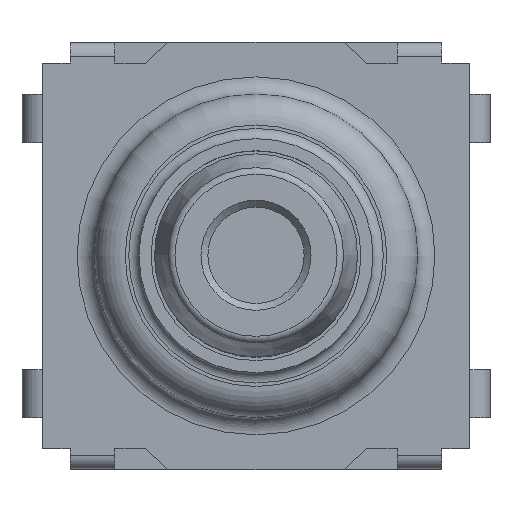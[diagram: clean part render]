
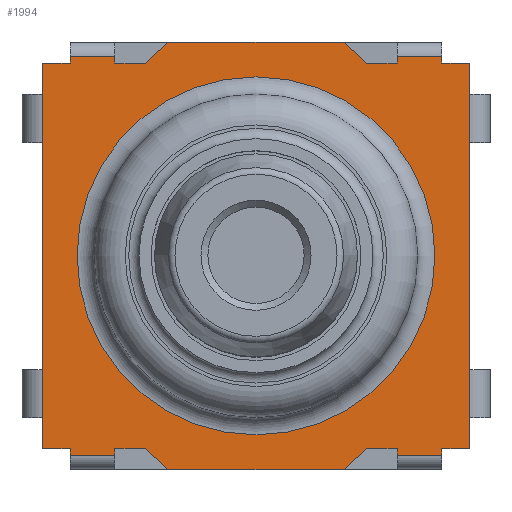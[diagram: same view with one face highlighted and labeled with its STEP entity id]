
A CAD part, top view. The second image highlights one B-rep face of the part: STEP entity #1994.
In plain terms, the highlighted planar face has unit normal (0, 0, 1).
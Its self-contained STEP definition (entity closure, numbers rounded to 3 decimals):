
#13=DIRECTION('',(0.,0.,1.));
#27=VECTOR('',#28,1.);
#28=DIRECTION('',(1.,0.,0.));
#56=VECTOR('',#57,1.);
#57=DIRECTION('',(1.,0.,0.));
#76=DIRECTION('',(0.,1.,0.));
#120=VECTOR('',#121,1.);
#121=DIRECTION('',(0.,-1.,0.));
#156=VECTOR('',#76,1.);
#163=VECTOR('',#164,1.);
#164=DIRECTION('',(-1.,0.,0.));
#425=VECTOR('',#426,1.);
#426=DIRECTION('',(0.,-1.,0.));
#441=DIRECTION('',(-1.,0.,0.));
#679=VECTOR('',#680,1.);
#680=DIRECTION('',(-1.,0.,0.));
#1180=VECTOR('',#441,1.);
#1252=VERTEX_POINT('',#1253);
#1253=CARTESIAN_POINT('',(-2.05,-2.8,2.9));
#1255=ORIENTED_EDGE('',*,*,#1256,.T.);
#1256=EDGE_CURVE('',#1252,#1257,#1259,.T.);
#1257=VERTEX_POINT('',#1258);
#1258=CARTESIAN_POINT('',(-1.61,-2.8,2.9));
#1259=LINE('',#1260,#27);
#1260=CARTESIAN_POINT('',(-3.1,-2.8,2.9));
#1275=VECTOR('',#1276,1.);
#1276=DIRECTION('',(0.735,-0.678,0.));
#1282=VECTOR('',#1283,1.);
#1283=DIRECTION('',(1.,0.,0.));
#1287=VECTOR('',#1288,1.);
#1288=DIRECTION('',(0.735,0.678,0.));
#1295=VERTEX_POINT('',#1296);
#1296=CARTESIAN_POINT('',(1.61,-2.8,2.9));
#1298=ORIENTED_EDGE('',*,*,#1299,.T.);
#1299=EDGE_CURVE('',#1295,#1300,#1259,.T.);
#1300=VERTEX_POINT('',#1301);
#1301=CARTESIAN_POINT('',(2.05,-2.8,2.9));
#1666=VECTOR('',#1667,1.);
#1667=DIRECTION('',(0.,1.,0.));
#1682=DIRECTION('',(1.,0.,0.));
#1843=VERTEX_POINT('',#1844);
#1844=CARTESIAN_POINT('',(3.1,-2.8,2.9));
#1846=ORIENTED_EDGE('',*,*,#1847,.T.);
#1847=EDGE_CURVE('',#1843,#1848,#1850,.T.);
#1848=VERTEX_POINT('',#1849);
#1849=CARTESIAN_POINT('',(3.1,2.8,2.9));
#1850=LINE('',#1844,#156);
#1872=VERTEX_POINT('',#1873);
#1873=CARTESIAN_POINT('',(2.05,-2.9,2.9));
#1878=EDGE_CURVE('',#1300,#1872,#1879,.T.);
#1879=LINE('',#1301,#425);
#1906=VERTEX_POINT('',#1907);
#1907=CARTESIAN_POINT('',(-2.05,-2.9,2.9));
#1910=ORIENTED_EDGE('',*,*,#1911,.F.);
#1911=EDGE_CURVE('',#1252,#1906,#1912,.T.);
#1912=LINE('',#1253,#425);
#1924=VERTEX_POINT('',#1925);
#1925=CARTESIAN_POINT('',(-3.1,2.8,2.9));
#1927=ORIENTED_EDGE('',*,*,#1928,.T.);
#1928=EDGE_CURVE('',#1924,#1929,#1930,.T.);
#1929=VERTEX_POINT('',#1260);
#1930=LINE('',#1925,#120);
#1946=VERTEX_POINT('',#1947);
#1947=CARTESIAN_POINT('',(-2.7,-2.8,2.9));
#1949=ORIENTED_EDGE('',*,*,#1950,.T.);
#1950=EDGE_CURVE('',#1946,#1951,#1953,.T.);
#1951=VERTEX_POINT('',#1952);
#1952=CARTESIAN_POINT('',(-2.7,-2.9,2.9));
#1953=LINE('',#1947,#425);
#1974=ORIENTED_EDGE('',*,*,#1975,.T.);
#1975=EDGE_CURVE('',#1929,#1946,#1259,.T.);
#1981=ORIENTED_EDGE('',*,*,#1982,.T.);
#1982=EDGE_CURVE('',#1257,#1983,#1985,.T.);
#1983=VERTEX_POINT('',#1984);
#1984=CARTESIAN_POINT('',(-1.285,-3.1,2.9));
#1985=LINE('',#1258,#1275);
#1994=ADVANCED_FACE('',(#1995,#2082),#2091,.T.);
#1995=FACE_BOUND('',#1996,.T.);
#1996=EDGE_LOOP('',(#1974,#1949,#1997,#1910,#1255,#1981,#2000,#2005,#1298,#2008,#2009,#2014,#2019,#1846,#2021,#2026,#2031,#2037,#2042,#2046,#2051,#2056,#2061,#2065,#2070,#2075,#2080,#1927));
#1997=ORIENTED_EDGE('',*,*,#1998,.F.);
#1998=EDGE_CURVE('',#1906,#1951,#1999,.T.);
#1999=LINE('',#1907,#1180);
#2000=ORIENTED_EDGE('',*,*,#2001,.T.);
#2001=EDGE_CURVE('',#1983,#2002,#2004,.T.);
#2002=VERTEX_POINT('',#2003);
#2003=CARTESIAN_POINT('',(1.285,-3.1,2.9));
#2004=LINE('',#1984,#1282);
#2005=ORIENTED_EDGE('',*,*,#2006,.T.);
#2006=EDGE_CURVE('',#2002,#1295,#2007,.T.);
#2007=LINE('',#2003,#1287);
#2008=ORIENTED_EDGE('',*,*,#1878,.T.);
#2009=ORIENTED_EDGE('',*,*,#2010,.T.);
#2010=EDGE_CURVE('',#1872,#2011,#2013,.T.);
#2011=VERTEX_POINT('',#2012);
#2012=CARTESIAN_POINT('',(2.7,-2.9,2.9));
#2013=LINE('',#1873,#56);
#2014=ORIENTED_EDGE('',*,*,#2015,.F.);
#2015=EDGE_CURVE('',#2016,#2011,#2018,.T.);
#2016=VERTEX_POINT('',#2017);
#2017=CARTESIAN_POINT('',(2.7,-2.8,2.9));
#2018=LINE('',#2017,#425);
#2019=ORIENTED_EDGE('',*,*,#2020,.T.);
#2020=EDGE_CURVE('',#2016,#1843,#1259,.T.);
#2021=ORIENTED_EDGE('',*,*,#2022,.T.);
#2022=EDGE_CURVE('',#1848,#2023,#2025,.T.);
#2023=VERTEX_POINT('',#2024);
#2024=CARTESIAN_POINT('',(2.7,2.8,2.9));
#2025=LINE('',#1849,#163);
#2026=ORIENTED_EDGE('',*,*,#2027,.T.);
#2027=EDGE_CURVE('',#2023,#2028,#2030,.T.);
#2028=VERTEX_POINT('',#2029);
#2029=CARTESIAN_POINT('',(2.7,2.9,2.9));
#2030=LINE('',#2024,#1666);
#2031=ORIENTED_EDGE('',*,*,#2032,.F.);
#2032=EDGE_CURVE('',#2033,#2028,#2035,.T.);
#2033=VERTEX_POINT('',#2034);
#2034=CARTESIAN_POINT('',(2.05,2.9,2.9));
#2035=LINE('',#2034,#2036);
#2036=VECTOR('',#1682,1.);
#2037=ORIENTED_EDGE('',*,*,#2038,.F.);
#2038=EDGE_CURVE('',#2039,#2033,#2041,.T.);
#2039=VERTEX_POINT('',#2040);
#2040=CARTESIAN_POINT('',(2.05,2.8,2.9));
#2041=LINE('',#2040,#1666);
#2042=ORIENTED_EDGE('',*,*,#2043,.T.);
#2043=EDGE_CURVE('',#2039,#2044,#2025,.T.);
#2044=VERTEX_POINT('',#2045);
#2045=CARTESIAN_POINT('',(1.61,2.8,2.9));
#2046=ORIENTED_EDGE('',*,*,#2047,.F.);
#2047=EDGE_CURVE('',#2048,#2044,#2050,.T.);
#2048=VERTEX_POINT('',#2049);
#2049=CARTESIAN_POINT('',(1.285,3.1,2.9));
#2050=LINE('',#2049,#1275);
#2051=ORIENTED_EDGE('',*,*,#2052,.F.);
#2052=EDGE_CURVE('',#2053,#2048,#2055,.T.);
#2053=VERTEX_POINT('',#2054);
#2054=CARTESIAN_POINT('',(-1.285,3.1,2.9));
#2055=LINE('',#2054,#2036);
#2056=ORIENTED_EDGE('',*,*,#2057,.F.);
#2057=EDGE_CURVE('',#2058,#2053,#2060,.T.);
#2058=VERTEX_POINT('',#2059);
#2059=CARTESIAN_POINT('',(-1.61,2.8,2.9));
#2060=LINE('',#2059,#1287);
#2061=ORIENTED_EDGE('',*,*,#2062,.T.);
#2062=EDGE_CURVE('',#2058,#2063,#2025,.T.);
#2063=VERTEX_POINT('',#2064);
#2064=CARTESIAN_POINT('',(-2.05,2.8,2.9));
#2065=ORIENTED_EDGE('',*,*,#2066,.T.);
#2066=EDGE_CURVE('',#2063,#2067,#2069,.T.);
#2067=VERTEX_POINT('',#2068);
#2068=CARTESIAN_POINT('',(-2.05,2.9,2.9));
#2069=LINE('',#2064,#1666);
#2070=ORIENTED_EDGE('',*,*,#2071,.T.);
#2071=EDGE_CURVE('',#2067,#2072,#2074,.T.);
#2072=VERTEX_POINT('',#2073);
#2073=CARTESIAN_POINT('',(-2.7,2.9,2.9));
#2074=LINE('',#2068,#679);
#2075=ORIENTED_EDGE('',*,*,#2076,.F.);
#2076=EDGE_CURVE('',#2077,#2072,#2079,.T.);
#2077=VERTEX_POINT('',#2078);
#2078=CARTESIAN_POINT('',(-2.7,2.8,2.9));
#2079=LINE('',#2078,#1666);
#2080=ORIENTED_EDGE('',*,*,#2081,.T.);
#2081=EDGE_CURVE('',#2077,#1924,#2025,.T.);
#2082=FACE_BOUND('',#2083,.T.);
#2083=EDGE_LOOP('',(#2084));
#2084=ORIENTED_EDGE('',*,*,#2085,.F.);
#2085=EDGE_CURVE('',#2086,#2086,#2088,.T.);
#2086=VERTEX_POINT('',#2087);
#2087=CARTESIAN_POINT('',(2.6,0.,2.9));
#2088=CIRCLE('',#2089,2.6);
#2089=AXIS2_PLACEMENT_3D('',#2090,#13,#28);
#2090=CARTESIAN_POINT('',(0.,0.,2.9));
#2091=PLANE('',#2089);
